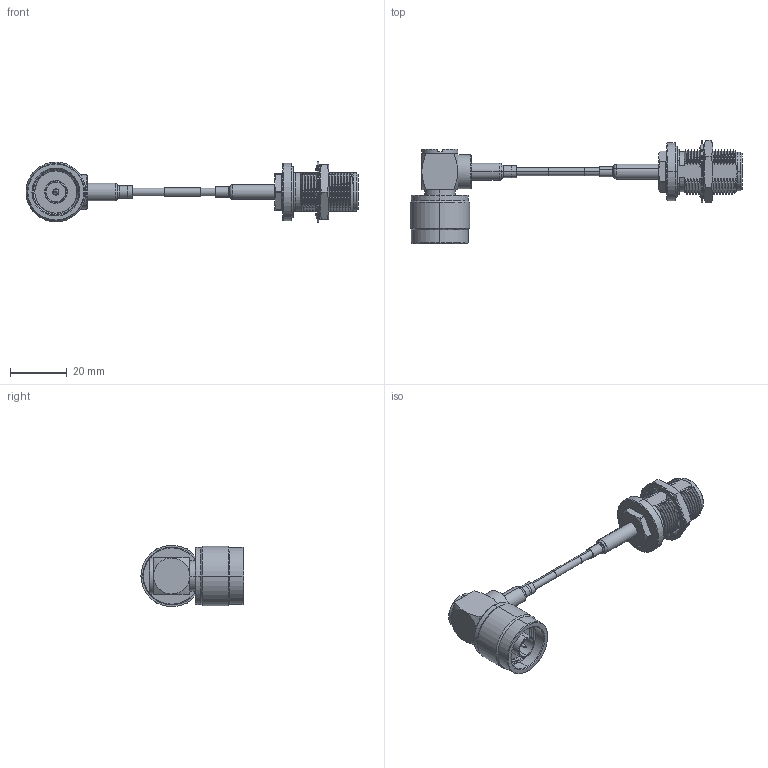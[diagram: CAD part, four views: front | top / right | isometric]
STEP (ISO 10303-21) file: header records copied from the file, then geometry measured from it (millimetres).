
FILE_DESCRIPTION (( 'STEP AP214' ), '1' );
FILE_NAME ('FMCA100091_3D.step', '2024-07-31T22:49:33', ( '' ), ( '' ), 'SwSTEP 2.0', 'SolidWorks 2022', '' );
FILE_SCHEMA (( 'AUTOMOTIVE_DESIGN' ));
Length unit declared in the file: inch
Products named in the file (6): RG188-HEATSHRINK_1" Long; RG188A-U; PE44675; FMCN1603; FMCA100091_3D; RG188-HEATSHRINK_4_.75" Long
Assembly tree (5 placements, depth 2):
  FMCA100091_3D
    RG188A-U
    FMCN1603
    PE44675
    RG188-HEATSHRINK_1" Long
    RG188-HEATSHRINK_4_.75" Long
Bounding box: 116.67 x 36.25 x 21.59 mm (x, y, z)
Volume: 14235.2 mm3; surface area: 11142 mm2
Topology: 11 solids, 11 shells, 591 faces, 1509 edges, 965 vertices
Faces by surface type: cylinder 189, bspline 164, cone 124, plane 98, torus 16
Entity records: 93963 total; most frequent: CARTESIAN_POINT 81047, ORIENTED_EDGE 3018, DIRECTION 2072, EDGE_CURVE 1509, VERTEX_POINT 965, AXIS2_PLACEMENT_3D 779, EDGE_LOOP 630, FACE_OUTER_BOUND 591
